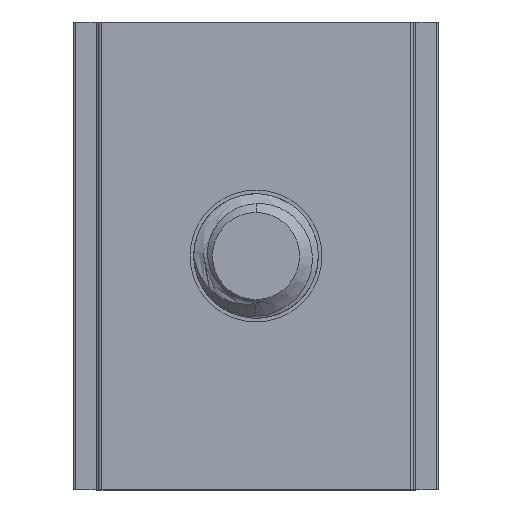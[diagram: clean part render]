
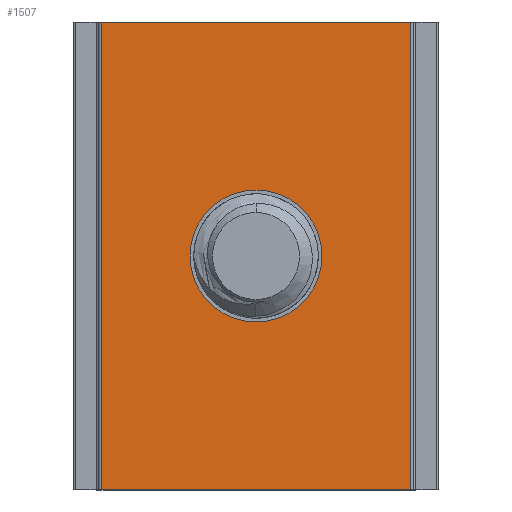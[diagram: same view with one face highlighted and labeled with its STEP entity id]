
A CAD part, front view. The second image highlights one B-rep face of the part: STEP entity #1507.
In plain terms, the highlighted planar face has unit normal (0, -1, 0).
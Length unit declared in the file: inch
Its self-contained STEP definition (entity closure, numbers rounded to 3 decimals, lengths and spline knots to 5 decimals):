
#142 = LINE ( 'NONE', #2314, #620 ) ;
#219 = CARTESIAN_POINT ( 'NONE',  ( 0., 0., 0. ) ) ;
#275 = CIRCLE ( 'NONE', #5662, 0.1325 ) ;
#316 = CARTESIAN_POINT ( 'NONE',  ( 0.311, 0., 0.47 ) ) ;
#420 = DIRECTION ( 'NONE',  ( 0., 0., -1. ) ) ;
#464 = DIRECTION ( 'NONE',  ( 0., 0., -1. ) ) ;
#499 = ORIENTED_EDGE ( 'NONE', *, *, #4433, .T. ) ;
#518 = VERTEX_POINT ( 'NONE', #1223 ) ;
#542 = ORIENTED_EDGE ( 'NONE', *, *, #3143, .T. ) ;
#620 = VECTOR ( 'NONE', #4508, 39.37008 ) ;
#703 = EDGE_LOOP ( 'NONE', ( #3282, #499 ) ) ;
#787 = DIRECTION ( 'NONE',  ( 0., 0., 1. ) ) ;
#932 = CARTESIAN_POINT ( 'NONE',  ( 0., 0., -0.1325 ) ) ;
#1037 = CARTESIAN_POINT ( 'NONE',  ( -0.3675, 0., -0.47 ) ) ;
#1223 = CARTESIAN_POINT ( 'NONE',  ( 0., 0., 0.1325 ) ) ;
#1427 = VECTOR ( 'NONE', #5754, 39.37008 ) ;
#1507 = ADVANCED_FACE ( 'NONE', ( #6998, #5961 ), #1533, .T. ) ;
#1533 = PLANE ( 'NONE',  #4270 ) ;
#1704 = EDGE_CURVE ( 'NONE', #5665, #6134, #6318, .T. ) ;
#1974 = LINE ( 'NONE', #3039, #1427 ) ;
#2003 = DIRECTION ( 'NONE',  ( -1., 0., 0. ) ) ;
#2291 = CARTESIAN_POINT ( 'NONE',  ( 0.311, 0., -0.47 ) ) ;
#2314 = CARTESIAN_POINT ( 'NONE',  ( 0.311, 0., -0.47 ) ) ;
#2583 = CARTESIAN_POINT ( 'NONE',  ( -0.311, 0., 0.47 ) ) ;
#3039 = CARTESIAN_POINT ( 'NONE',  ( -0.3675, 0., -0.47 ) ) ;
#3143 = EDGE_CURVE ( 'NONE', #4008, #5665, #142, .T. ) ;
#3154 = VERTEX_POINT ( 'NONE', #932 ) ;
#3156 = EDGE_CURVE ( 'NONE', #4303, #4008, #1974, .T. ) ;
#3282 = ORIENTED_EDGE ( 'NONE', *, *, #5731, .T. ) ;
#3360 = CIRCLE ( 'NONE', #4642, 0.1325 ) ;
#3755 = DIRECTION ( 'NONE',  ( 0., 1., 0. ) ) ;
#3819 = ORIENTED_EDGE ( 'NONE', *, *, #5569, .T. ) ;
#3920 = VECTOR ( 'NONE', #2003, 39.37008 ) ;
#3962 = CARTESIAN_POINT ( 'NONE',  ( -0.311, 0., -0.47 ) ) ;
#4008 = VERTEX_POINT ( 'NONE', #2291 ) ;
#4148 = VECTOR ( 'NONE', #420, 39.37008 ) ;
#4252 = DIRECTION ( 'NONE',  ( 0., -1., 0. ) ) ;
#4270 = AXIS2_PLACEMENT_3D ( 'NONE', #1037, #4252, #464 ) ;
#4303 = VERTEX_POINT ( 'NONE', #3962 ) ;
#4326 = ORIENTED_EDGE ( 'NONE', *, *, #3156, .T. ) ;
#4376 = EDGE_LOOP ( 'NONE', ( #5339, #3819, #4326, #542 ) ) ;
#4433 = EDGE_CURVE ( 'NONE', #3154, #518, #3360, .T. ) ;
#4508 = DIRECTION ( 'NONE',  ( 0., 0., 1. ) ) ;
#4642 = AXIS2_PLACEMENT_3D ( 'NONE', #219, #6328, #787 ) ;
#5339 = ORIENTED_EDGE ( 'NONE', *, *, #1704, .T. ) ;
#5345 = LINE ( 'NONE', #6451, #4148 ) ;
#5518 = DIRECTION ( 'NONE',  ( 0., 0., 1. ) ) ;
#5569 = EDGE_CURVE ( 'NONE', #6134, #4303, #5345, .T. ) ;
#5662 = AXIS2_PLACEMENT_3D ( 'NONE', #5952, #3755, #5518 ) ;
#5665 = VERTEX_POINT ( 'NONE', #316 ) ;
#5731 = EDGE_CURVE ( 'NONE', #518, #3154, #275, .T. ) ;
#5754 = DIRECTION ( 'NONE',  ( 1., 0., 0. ) ) ;
#5952 = CARTESIAN_POINT ( 'NONE',  ( 0., 0., 0. ) ) ;
#5961 = FACE_BOUND ( 'NONE', #703, .T. ) ;
#6134 = VERTEX_POINT ( 'NONE', #2583 ) ;
#6318 = LINE ( 'NONE', #6856, #3920 ) ;
#6328 = DIRECTION ( 'NONE',  ( 0., 1., 0. ) ) ;
#6451 = CARTESIAN_POINT ( 'NONE',  ( -0.311, 0., -0.47 ) ) ;
#6856 = CARTESIAN_POINT ( 'NONE',  ( -0.3675, 0., 0.47 ) ) ;
#6998 = FACE_OUTER_BOUND ( 'NONE', #4376, .T. ) ;
